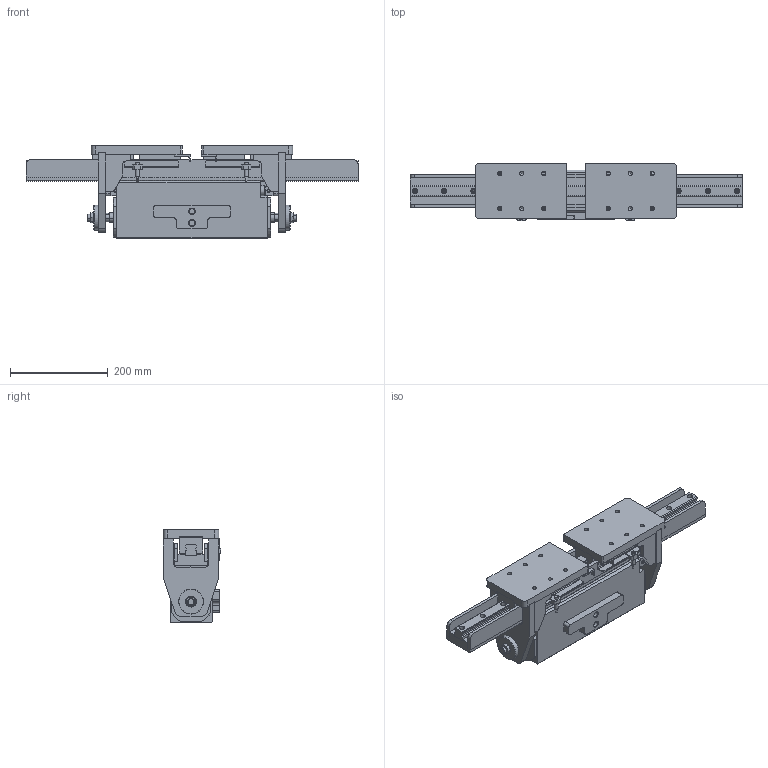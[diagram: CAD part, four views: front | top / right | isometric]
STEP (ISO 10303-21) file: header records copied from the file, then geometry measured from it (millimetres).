
FILE_DESCRIPTION (( 'STEP AP203' ), '1' );
FILE_NAME ('WJL70-250.STEP', '2024-12-12T08:28:15', ( 'USER-' ), ( 'Microsoft' ), 'SwSTEP 2.0', 'SolidWorks 2018', '' );
FILE_SCHEMA (( 'CONFIG_CONTROL_DESIGN' ));
Length unit declared in the file: millimetre
Products named in the file (23): WL-125-1-03 覜茼輸; WL-125-A-02假蚾啣; WL-125-C-01邧ァ詰极; WL-125-B-02浮动圈; WL-125-C-03活塞杆; WL-125-C-04ヶ裔; WL-125-D-03薊釱; 8-30 換覜ん; WL-125-A-01褽极; WL-125-1-02 羲壽薊輸; WL-125-D-06粣創楊擘; HGH25賑寢L; WL-125-D-01喘沭粣; HGH25CA 賑輸; WL-125-C-06鼎ァ輸; WL-125-B-03諶裔; WL-125-A-04耜澀; WL-125-D-05种粣; WL-125-C-07前联门体; WL-125-A-03加强衬条; WL-125-1-01 钣金导条(默认); WJL70-250; WL-125-B-01腹雄蹟芛
Assembly tree (43 placements, depth 2):
  WJL70-250
    WL-125-A-01褽极
    HGH25賑寢L
    HGH25CA 賑輸  x4
    WL-125-A-02假蚾啣  x2
    WL-125-C-01邧ァ詰极
    WL-125-C-03活塞杆  x2
    WL-125-C-04ヶ裔  x2
    WL-125-D-01喘沭粣  x2
    WL-125-D-03薊釱  x2
    WL-125-A-04耜澀  x4
    WL-125-C-07前联门体  x2
    WL-125-B-02浮动圈  x2
    WL-125-B-01腹雄蹟芛  x2
    WL-125-B-03諶裔  x2
    WL-125-D-06粣創楊擘
    WL-125-A-03加强衬条  x2
    WL-125-C-06鼎ァ輸
    WL-125-D-05种粣  x2
    WL-125-1-01 钣金导条(默认)  x2
    WL-125-1-02 羲壽薊輸  x2
    WL-125-1-03 覜茼輸  x2
    8-30 換覜ん  x2
Bounding box: 680 x 118 x 189 mm (x, y, z)
Volume: 6147460.3 mm3; surface area: 929948.9 mm2
Topology: 43 solids, 75 shells, 1368 faces, 3356 edges, 2074 vertices
Faces by surface type: plane 546, cylinder 496, cone 306, sphere 16, torus 4
Entity records: 27331 total; most frequent: CARTESIAN_POINT 5010, DIRECTION 4296, ORIENTED_EDGE 3750, EDGE_CURVE 1875, AXIS2_PLACEMENT_3D 1633, VERTEX_POINT 1209, LINE 1030, VECTOR 1030
